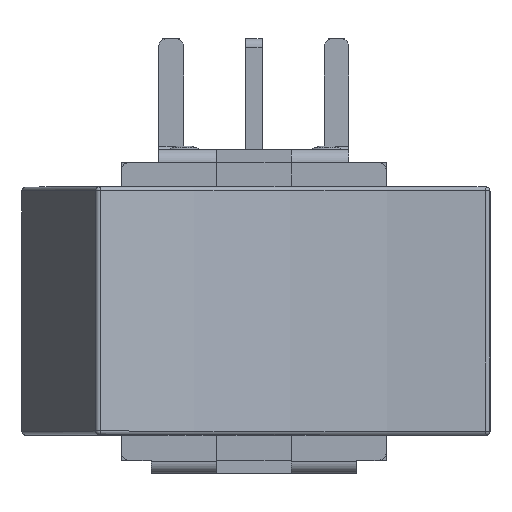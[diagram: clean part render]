
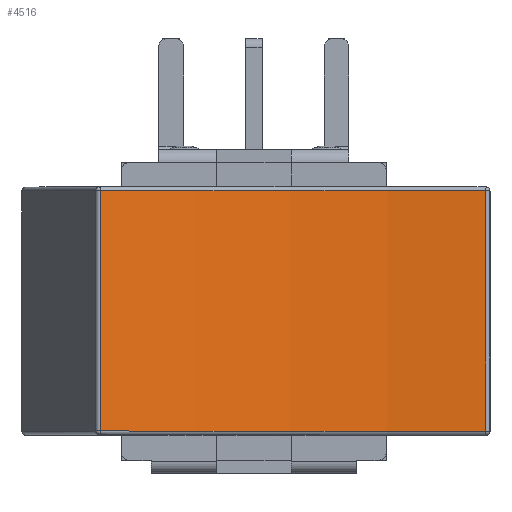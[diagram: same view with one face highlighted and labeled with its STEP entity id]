
A CAD part, top view. The second image highlights one B-rep face of the part: STEP entity #4516.
In plain terms, the highlighted cylindrical face has radius 29.23 mm (diameter 58.461 mm), a partial arc.
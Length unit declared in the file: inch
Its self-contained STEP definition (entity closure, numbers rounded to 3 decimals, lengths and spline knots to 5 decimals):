
#81=CYLINDRICAL_SURFACE('',#4869,1.1508);
#287=FACE_OUTER_BOUND('',#538,.T.);
#538=EDGE_LOOP('',(#3391,#3392,#3393,#3394));
#873=LINE('',#7016,#1303);
#878=LINE('',#7032,#1308);
#1303=VECTOR('',#5602,0.3937);
#1308=VECTOR('',#5625,0.3937);
#1640=CIRCLE('',#4852,1.1508);
#1642=CIRCLE('',#4855,1.1508);
#1925=VERTEX_POINT('',#6982);
#1929=VERTEX_POINT('',#6990);
#1933=VERTEX_POINT('',#6999);
#1934=VERTEX_POINT('',#7003);
#2460=EDGE_CURVE('',#1934,#1933,#873,.T.);
#2462=EDGE_CURVE('',#1929,#1934,#1640,.T.);
#2464=EDGE_CURVE('',#1933,#1925,#1642,.T.);
#2470=EDGE_CURVE('',#1925,#1929,#878,.T.);
#3391=ORIENTED_EDGE('',*,*,#2460,.F.);
#3392=ORIENTED_EDGE('',*,*,#2462,.F.);
#3393=ORIENTED_EDGE('',*,*,#2470,.F.);
#3394=ORIENTED_EDGE('',*,*,#2464,.F.);
#4516=ADVANCED_FACE('',(#287),#81,.F.);
#4852=AXIS2_PLACEMENT_3D('',#7019,#5606,#5607);
#4855=AXIS2_PLACEMENT_3D('',#7022,#5612,#5613);
#4869=AXIS2_PLACEMENT_3D('',#7078,#5666,#5667);
#5602=DIRECTION('',(0.,1.,0.));
#5606=DIRECTION('center_axis',(0.,1.,0.));
#5607=DIRECTION('ref_axis',(-0.177,0.,-0.984));
#5612=DIRECTION('center_axis',(0.,-1.,0.));
#5613=DIRECTION('ref_axis',(-0.177,0.,-0.984));
#5625=DIRECTION('',(0.,-1.,0.));
#5666=DIRECTION('center_axis',(0.,-1.,0.));
#5667=DIRECTION('ref_axis',(0.38,0.,0.925));
#6982=CARTESIAN_POINT('',(0.28056,0.14528,0.67095));
#6990=CARTESIAN_POINT('',(0.28056,-0.14528,0.67095));
#6999=CARTESIAN_POINT('',(-0.18512,0.14528,0.75474));
#7003=CARTESIAN_POINT('',(-0.18512,-0.14528,0.75474));
#7016=CARTESIAN_POINT('',(-0.18512,0.,0.75474));
#7019=CARTESIAN_POINT('Origin',(0.24715,-0.14528,1.82126));
#7022=CARTESIAN_POINT('Origin',(0.24715,0.14528,1.82126));
#7032=CARTESIAN_POINT('',(0.28056,0.,0.67095));
#7078=CARTESIAN_POINT('Origin',(0.24715,0.,1.82126));
